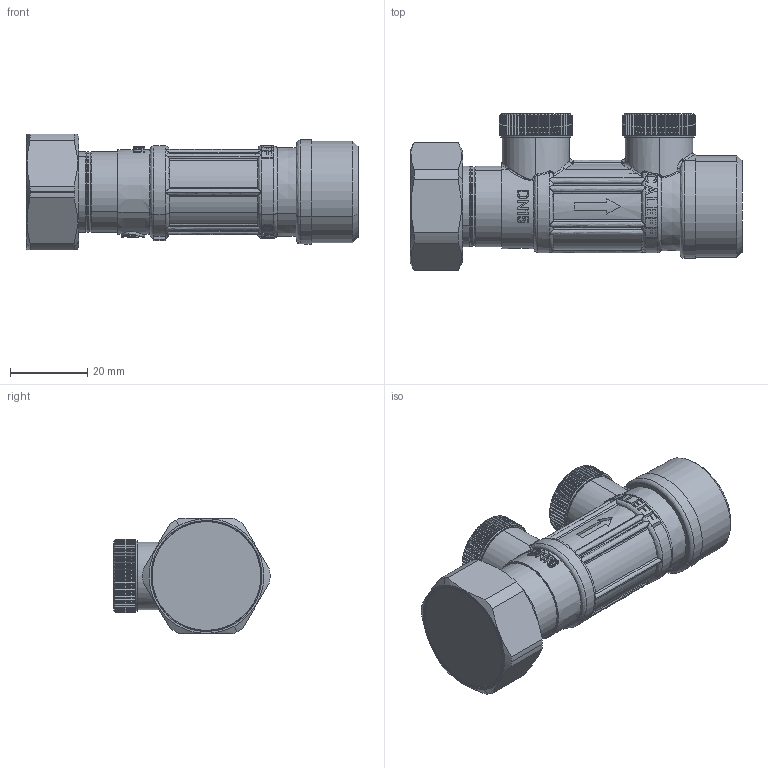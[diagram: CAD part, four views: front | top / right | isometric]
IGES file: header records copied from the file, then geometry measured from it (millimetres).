
Start section: START RECORD GO HERE.
Global section: file name: 304640 (IGS).igs; native system: DASSAULT SYSTEMES CATIA Version 5-6 Release 2012 - www.3ds.com; preprocessor: V5-6R2012_5.22.3.0.06-27-2012.20.00; author: atadini; organization: CALEFFI; date: 20151125.103229; units: millimetre
Bounding box: 86.12 x 40.5 x 30 mm (x, y, z)
Surface area: 11580 mm2 (no closed solid volume)
Topology: 0 solids, 0 shells, 1448 faces, 8152 edges, 8148 vertices
Faces by surface type: plane 895, revolution 363, extrusion 148, bspline 42
